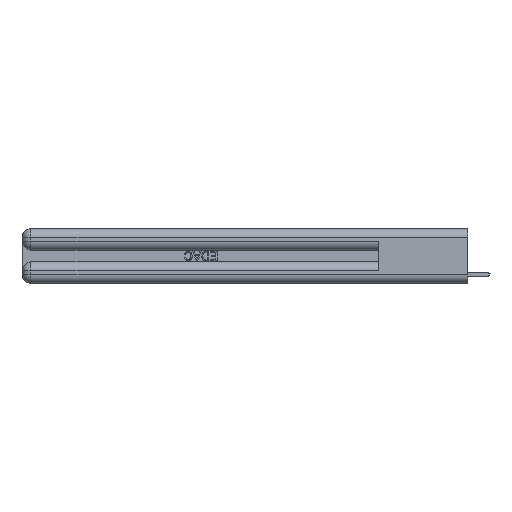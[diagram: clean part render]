
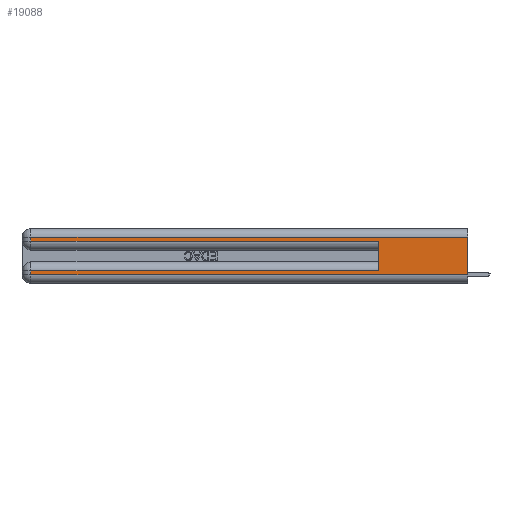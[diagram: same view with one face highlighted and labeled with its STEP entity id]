
A CAD part, left-side view. The second image highlights one B-rep face of the part: STEP entity #19088.
In plain terms, the highlighted planar face has unit normal (-1, 0, 0).
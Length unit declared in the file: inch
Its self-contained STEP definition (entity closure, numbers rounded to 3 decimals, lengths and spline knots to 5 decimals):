
#757 = LINE ( 'NONE', #19566, #3122 ) ;
#1301 = DIRECTION ( 'NONE',  ( 0., 0., -1. ) ) ;
#1420 = DIRECTION ( 'NONE',  ( 0., 0., -1. ) ) ;
#1445 = ORIENTED_EDGE ( 'NONE', *, *, #30355, .T. ) ;
#1505 = CARTESIAN_POINT ( 'NONE',  ( 0., 2.94, 0.37 ) ) ;
#2267 = CARTESIAN_POINT ( 'NONE',  ( 0., 0., 0.285 ) ) ;
#2437 = CARTESIAN_POINT ( 'NONE',  ( 0., 2.94, 0.085 ) ) ;
#2708 = EDGE_CURVE ( 'NONE', #10771, #6525, #17388, .T. ) ;
#3122 = VECTOR ( 'NONE', #14626, 39.37008 ) ;
#4389 = DIRECTION ( 'NONE',  ( 0., 0., -1. ) ) ;
#4454 = CARTESIAN_POINT ( 'NONE',  ( 0., 2.94, 0.37 ) ) ;
#4920 = LINE ( 'NONE', #6384, #13525 ) ;
#5240 = ORIENTED_EDGE ( 'NONE', *, *, #19079, .F. ) ;
#6079 = EDGE_LOOP ( 'NONE', ( #5240, #7013, #9036, #25944, #30455, #1445, #10300, #13966 ) ) ;
#6384 = CARTESIAN_POINT ( 'NONE',  ( 0., 0., 0.37 ) ) ;
#6525 = VERTEX_POINT ( 'NONE', #27867 ) ;
#7013 = ORIENTED_EDGE ( 'NONE', *, *, #13699, .T. ) ;
#7445 = CARTESIAN_POINT ( 'NONE',  ( 0., 0., 0.31 ) ) ;
#7581 = LINE ( 'NONE', #28630, #26952 ) ;
#9036 = ORIENTED_EDGE ( 'NONE', *, *, #2708, .T. ) ;
#9090 = VECTOR ( 'NONE', #1301, 39.37008 ) ;
#9482 = VECTOR ( 'NONE', #9943, 39.37008 ) ;
#9943 = DIRECTION ( 'NONE',  ( 0., -1., 0. ) ) ;
#10162 = CARTESIAN_POINT ( 'NONE',  ( 0., 0., 0.06 ) ) ;
#10300 = ORIENTED_EDGE ( 'NONE', *, *, #30301, .T. ) ;
#10771 = VERTEX_POINT ( 'NONE', #11071 ) ;
#11071 = CARTESIAN_POINT ( 'NONE',  ( 0., 2.94, 0.31 ) ) ;
#11267 = VECTOR ( 'NONE', #19351, 39.37008 ) ;
#11770 = VERTEX_POINT ( 'NONE', #2437 ) ;
#12016 = DIRECTION ( 'NONE',  ( 0., -1., 0. ) ) ;
#13081 = DIRECTION ( 'NONE',  ( 0., 0., -1. ) ) ;
#13525 = VECTOR ( 'NONE', #1420, 39.37008 ) ;
#13699 = EDGE_CURVE ( 'NONE', #26869, #10771, #25219, .T. ) ;
#13966 = ORIENTED_EDGE ( 'NONE', *, *, #19850, .T. ) ;
#14538 = PLANE ( 'NONE',  #18874 ) ;
#14626 = DIRECTION ( 'NONE',  ( 0., 0., 1. ) ) ;
#16474 = CARTESIAN_POINT ( 'NONE',  ( 0., 2.94, 0.06 ) ) ;
#16973 = VECTOR ( 'NONE', #13081, 39.37008 ) ;
#17034 = CARTESIAN_POINT ( 'NONE',  ( 0., 0., 0.06 ) ) ;
#17388 = LINE ( 'NONE', #4454, #16973 ) ;
#17681 = LINE ( 'NONE', #1505, #9090 ) ;
#18146 = CARTESIAN_POINT ( 'NONE',  ( 0., 0.6, 0.285 ) ) ;
#18824 = VERTEX_POINT ( 'NONE', #10162 ) ;
#18874 = AXIS2_PLACEMENT_3D ( 'NONE', #29278, #19678, #4389 ) ;
#19079 = EDGE_CURVE ( 'NONE', #26869, #18824, #4920, .T. ) ;
#19088 = ADVANCED_FACE ( 'NONE', ( #31344 ), #14538, .F. ) ;
#19351 = DIRECTION ( 'NONE',  ( 0., 1., 0. ) ) ;
#19385 = LINE ( 'NONE', #17034, #23583 ) ;
#19566 = CARTESIAN_POINT ( 'NONE',  ( 0., 0.6, 0.145 ) ) ;
#19678 = DIRECTION ( 'NONE',  ( 1., 0., 0. ) ) ;
#19850 = EDGE_CURVE ( 'NONE', #25298, #18824, #19385, .T. ) ;
#20634 = CARTESIAN_POINT ( 'NONE',  ( 0., 0.6, 0.085 ) ) ;
#23075 = EDGE_CURVE ( 'NONE', #31299, #26540, #757, .T. ) ;
#23583 = VECTOR ( 'NONE', #12016, 39.37008 ) ;
#25219 = LINE ( 'NONE', #29385, #11267 ) ;
#25298 = VERTEX_POINT ( 'NONE', #16474 ) ;
#25944 = ORIENTED_EDGE ( 'NONE', *, *, #31770, .T. ) ;
#26540 = VERTEX_POINT ( 'NONE', #18146 ) ;
#26543 = LINE ( 'NONE', #2267, #9482 ) ;
#26869 = VERTEX_POINT ( 'NONE', #7445 ) ;
#26952 = VECTOR ( 'NONE', #28723, 39.37008 ) ;
#27867 = CARTESIAN_POINT ( 'NONE',  ( 0., 2.94, 0.285 ) ) ;
#28630 = CARTESIAN_POINT ( 'NONE',  ( 0., 0., 0.085 ) ) ;
#28723 = DIRECTION ( 'NONE',  ( 0., 1., 0. ) ) ;
#29278 = CARTESIAN_POINT ( 'NONE',  ( 0., 0., 0.37 ) ) ;
#29385 = CARTESIAN_POINT ( 'NONE',  ( 0., 0., 0.31 ) ) ;
#30301 = EDGE_CURVE ( 'NONE', #11770, #25298, #17681, .T. ) ;
#30355 = EDGE_CURVE ( 'NONE', #31299, #11770, #7581, .T. ) ;
#30455 = ORIENTED_EDGE ( 'NONE', *, *, #23075, .F. ) ;
#31299 = VERTEX_POINT ( 'NONE', #20634 ) ;
#31344 = FACE_OUTER_BOUND ( 'NONE', #6079, .T. ) ;
#31770 = EDGE_CURVE ( 'NONE', #6525, #26540, #26543, .T. ) ;
